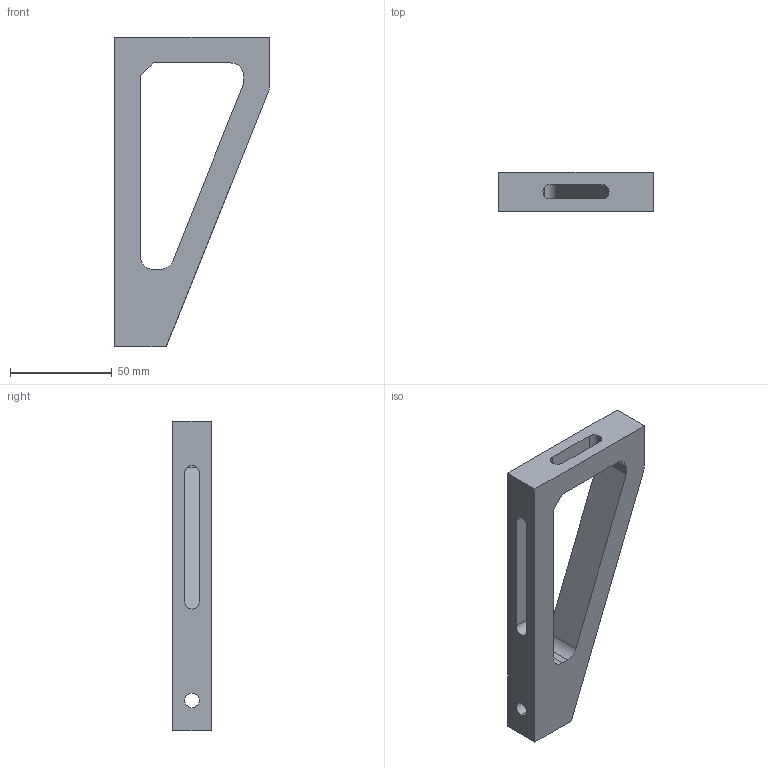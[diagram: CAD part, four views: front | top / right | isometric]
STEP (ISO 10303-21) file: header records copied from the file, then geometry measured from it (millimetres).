
FILE_DESCRIPTION((''),'2;1');
FILE_NAME('APT-LA','2022-03-02T',('admin'),(''),'CREO PARAMETRIC BY PTC INC, 2018360','CREO PARAMETRIC BY PTC INC, 2018360','');
FILE_SCHEMA(('CONFIG_CONTROL_DESIGN'));
Length unit declared in the file: millimetre
Products named in the file (1): APT-LA
Bounding box: 76.2 x 19.05 x 152.4 mm (x, y, z)
Volume: 82354.7 mm3; surface area: 25446.1 mm2
Topology: 1 solids, 1 shells, 84 faces, 235 edges, 154 vertices
Faces by surface type: cylinder 44, plane 20, bspline 16, cone 4
Entity records: 4836 total; most frequent: CARTESIAN_POINT 2806, ORIENTED_EDGE 462, DIRECTION 327, EDGE_CURVE 231, VERTEX_POINT 154, AXIS2_PLACEMENT_3D 110, VECTOR 107, LINE 107
